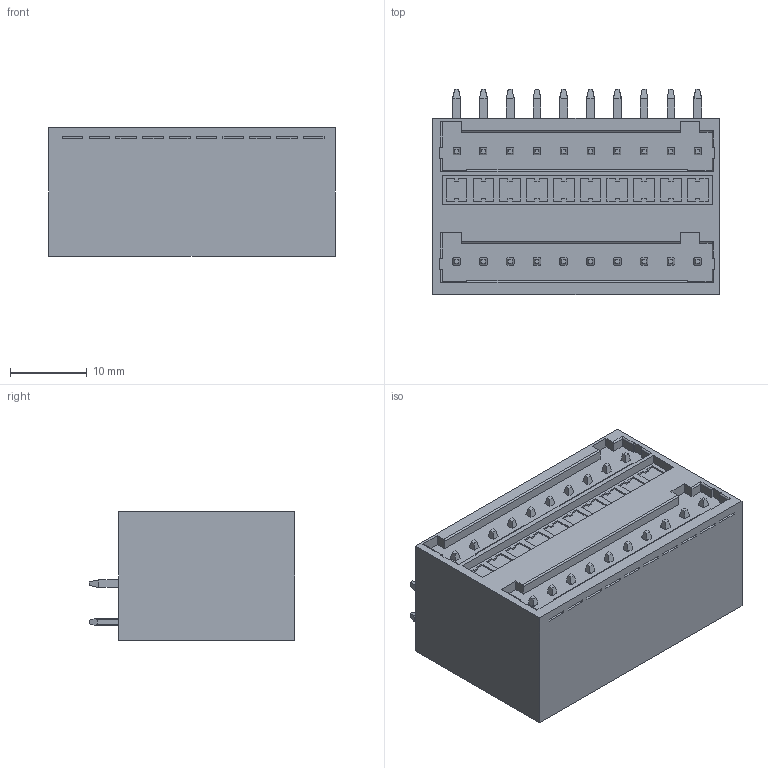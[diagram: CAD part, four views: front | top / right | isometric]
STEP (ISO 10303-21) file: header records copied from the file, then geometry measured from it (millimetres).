
FILE_DESCRIPTION(/* description */ (''),/* implementation_level */ '2;1');
FILE_NAME(/* name */ '435812.stp',/* time_stamp */ '2022-03-28T09:37:24+08:00',/* author */ (''),/* organization */ (''),/* preprocessor_version */ 'ST-DEVELOPER v16',/* originating_system */ 'SIEMENS PLM Software NX 10.0',/* authorisation */ '');
FILE_SCHEMA (('AP203_CONFIGURATION_CONTROLLED_3D_DESIGN_OF_MECHANICAL_PARTS_AND_ASSEMBLIES_MIM_LF { 1 0 10303 403 2 1 2}'));
Length unit declared in the file: millimetre
Products named in the file (1): syf02FF0922Cfj6o
Bounding box: 37.4 x 26.8 x 16.8 mm (x, y, z)
Volume: 13793.6 mm3; surface area: 4763.8 mm2
Topology: 1 solids, 11 shells, 786 faces, 2037 edges, 1344 vertices
Faces by surface type: plane 691, cylinder 95
Entity records: 23775 total; most frequent: CARTESIAN_POINT 4168, ORIENTED_EDGE 4074, DIRECTION 3879, EDGE_CURVE 2037, LINE 1769, VECTOR 1769, VERTEX_POINT 1344, AXIS2_PLACEMENT_3D 1055
